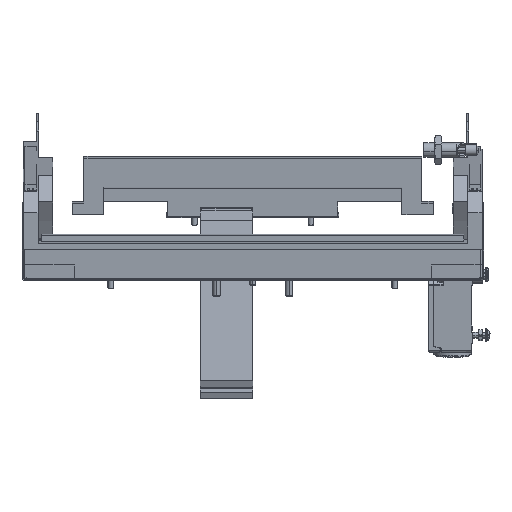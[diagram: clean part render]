
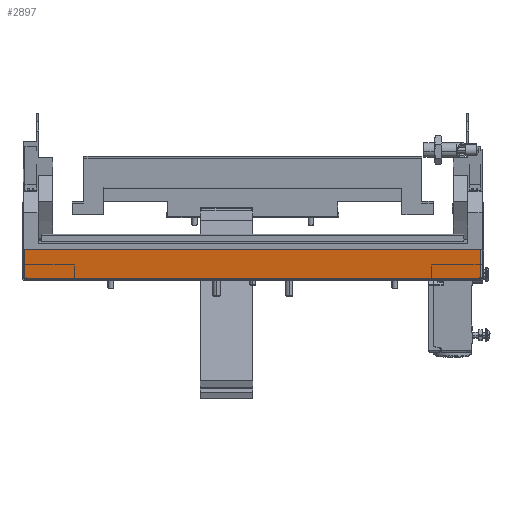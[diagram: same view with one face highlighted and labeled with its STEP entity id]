
A CAD part, top view. The second image highlights one B-rep face of the part: STEP entity #2897.
In plain terms, the highlighted face is planar.
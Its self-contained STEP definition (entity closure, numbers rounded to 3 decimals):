
#117 = PLANE ( 'NONE',  #12424 ) ;
#995 = EDGE_CURVE ( 'NONE', #3933, #24108, #25944, .T. ) ;
#1786 = LINE ( 'NONE', #22924, #36349 ) ;
#2688 = VERTEX_POINT ( 'NONE', #19502 ) ;
#2743 = VECTOR ( 'NONE', #18109, 1000. ) ;
#2773 = DIRECTION ( 'NONE',  ( 0., -1., 0. ) ) ;
#2897 = ADVANCED_FACE ( 'NONE', ( #14818 ), #117, .T. ) ;
#3814 = DIRECTION ( 'NONE',  ( 1., 0., 0. ) ) ;
#3933 = VERTEX_POINT ( 'NONE', #31256 ) ;
#4407 = CARTESIAN_POINT ( 'NONE',  ( -156.785, 2., 0. ) ) ;
#5022 = ORIENTED_EDGE ( 'NONE', *, *, #8760, .F. ) ;
#6120 = ORIENTED_EDGE ( 'NONE', *, *, #38015, .F. ) ;
#6405 = VECTOR ( 'NONE', #37619, 1000. ) ;
#6980 = CARTESIAN_POINT ( 'NONE',  ( -429.07, 1.737, 0. ) ) ;
#8535 = ORIENTED_EDGE ( 'NONE', *, *, #15653, .F. ) ;
#8760 = EDGE_CURVE ( 'NONE', #14452, #24973, #24006, .T. ) ;
#8815 = CARTESIAN_POINT ( 'NONE',  ( -156.814, 0., 0. ) ) ;
#9011 = DIRECTION ( 'NONE',  ( 0., -1., 0. ) ) ;
#9114 = CARTESIAN_POINT ( 'NONE',  ( 156.785, 1.737, 0. ) ) ;
#9177 = VECTOR ( 'NONE', #3814, 1000. ) ;
#9850 = EDGE_CURVE ( 'NONE', #26176, #2688, #17476, .T. ) ;
#12424 = AXIS2_PLACEMENT_3D ( 'NONE', #26136, #23961, #32894 ) ;
#12429 = EDGE_CURVE ( 'NONE', #3933, #2688, #24028, .T. ) ;
#13589 = DIRECTION ( 'NONE',  ( 1., 0., 0. ) ) ;
#13658 = ORIENTED_EDGE ( 'NONE', *, *, #9850, .T. ) ;
#13703 = CARTESIAN_POINT ( 'NONE',  ( -429.07, 22., 0. ) ) ;
#14079 = CARTESIAN_POINT ( 'NONE',  ( -156.785, 1.737, 0. ) ) ;
#14452 = VERTEX_POINT ( 'NONE', #19283 ) ;
#14818 = FACE_OUTER_BOUND ( 'NONE', #28386, .T. ) ;
#15434 = CARTESIAN_POINT ( 'NONE',  ( 158.885, 2., 0. ) ) ;
#15501 = VECTOR ( 'NONE', #18841, 1000. ) ;
#15653 = EDGE_CURVE ( 'NONE', #21524, #20817, #36005, .T. ) ;
#16053 = CARTESIAN_POINT ( 'NONE',  ( 156.864, 22., 0. ) ) ;
#16063 = VECTOR ( 'NONE', #2773, 1000. ) ;
#17476 = LINE ( 'NONE', #26659, #16063 ) ;
#17999 = EDGE_CURVE ( 'NONE', #14452, #26176, #25787, .T. ) ;
#18109 = DIRECTION ( 'NONE',  ( 0., -1., 0. ) ) ;
#18841 = DIRECTION ( 'NONE',  ( 1., 0., 0. ) ) ;
#19270 = VECTOR ( 'NONE', #9011, 1000. ) ;
#19283 = CARTESIAN_POINT ( 'NONE',  ( -156.814, 22., 0. ) ) ;
#19502 = CARTESIAN_POINT ( 'NONE',  ( 156.864, 2., 0. ) ) ;
#19975 = VECTOR ( 'NONE', #29973, 1000. ) ;
#20812 = ORIENTED_EDGE ( 'NONE', *, *, #33703, .F. ) ;
#20817 = VERTEX_POINT ( 'NONE', #14079 ) ;
#21229 = CARTESIAN_POINT ( 'NONE',  ( -156.785, 2., 0. ) ) ;
#21524 = VERTEX_POINT ( 'NONE', #4407 ) ;
#22924 = CARTESIAN_POINT ( 'NONE',  ( -158.885, 2., 0. ) ) ;
#23961 = DIRECTION ( 'NONE',  ( 0., 0., -1. ) ) ;
#24006 = LINE ( 'NONE', #8815, #19270 ) ;
#24028 = LINE ( 'NONE', #15434, #9177 ) ;
#24108 = VERTEX_POINT ( 'NONE', #9114 ) ;
#24368 = CARTESIAN_POINT ( 'NONE',  ( -156.814, 2., 0. ) ) ;
#24973 = VERTEX_POINT ( 'NONE', #24368 ) ;
#25787 = LINE ( 'NONE', #13703, #6405 ) ;
#25944 = LINE ( 'NONE', #37778, #2743 ) ;
#26136 = CARTESIAN_POINT ( 'NONE',  ( -429.07, 0., 0. ) ) ;
#26176 = VERTEX_POINT ( 'NONE', #16053 ) ;
#26659 = CARTESIAN_POINT ( 'NONE',  ( 156.864, 0., 0. ) ) ;
#28026 = ORIENTED_EDGE ( 'NONE', *, *, #12429, .F. ) ;
#28386 = EDGE_LOOP ( 'NONE', ( #34608, #13658, #28026, #35783, #6120, #8535, #20812, #5022 ) ) ;
#29973 = DIRECTION ( 'NONE',  ( 0., -1., 0. ) ) ;
#31256 = CARTESIAN_POINT ( 'NONE',  ( 156.785, 2., 0. ) ) ;
#32894 = DIRECTION ( 'NONE',  ( -1., 0., 0. ) ) ;
#33628 = LINE ( 'NONE', #6980, #15501 ) ;
#33703 = EDGE_CURVE ( 'NONE', #24973, #21524, #1786, .T. ) ;
#34608 = ORIENTED_EDGE ( 'NONE', *, *, #17999, .T. ) ;
#35783 = ORIENTED_EDGE ( 'NONE', *, *, #995, .T. ) ;
#36005 = LINE ( 'NONE', #21229, #19975 ) ;
#36349 = VECTOR ( 'NONE', #13589, 1000. ) ;
#37619 = DIRECTION ( 'NONE',  ( 1., 0., 0. ) ) ;
#37778 = CARTESIAN_POINT ( 'NONE',  ( 156.785, 2., 0. ) ) ;
#38015 = EDGE_CURVE ( 'NONE', #20817, #24108, #33628, .T. ) ;
